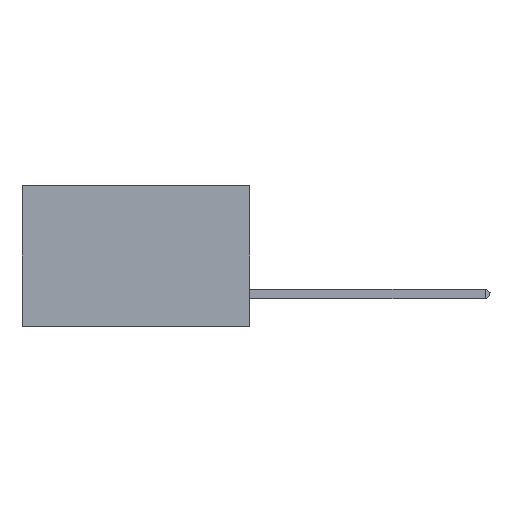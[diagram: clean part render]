
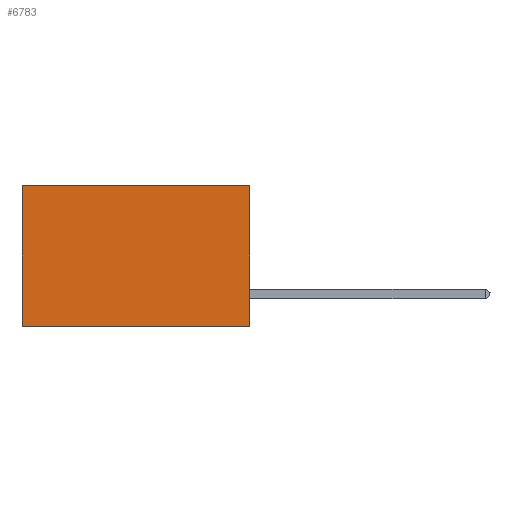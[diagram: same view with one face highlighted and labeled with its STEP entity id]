
A CAD part, left-side view. The second image highlights one B-rep face of the part: STEP entity #6783.
In plain terms, the highlighted planar face has unit normal (-1, 0, 0).
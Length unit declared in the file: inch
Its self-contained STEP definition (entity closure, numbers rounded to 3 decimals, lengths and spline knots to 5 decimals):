
#510 = DIRECTION ( 'NONE',  ( 0., 0., -1. ) ) ;
#1075 = CARTESIAN_POINT ( 'NONE',  ( 0.2875, 0., 0. ) ) ;
#1199 = CARTESIAN_POINT ( 'NONE',  ( 0.2875, 0.6, 0. ) ) ;
#1660 = ORIENTED_EDGE ( 'NONE', *, *, #26763, .F. ) ;
#5281 = EDGE_CURVE ( 'NONE', #9471, #8516, #5531, .T. ) ;
#5531 = LINE ( 'NONE', #36556, #35473 ) ;
#6305 = DIRECTION ( 'NONE',  ( 0., 0., -1. ) ) ;
#6783 = ADVANCED_FACE ( 'NONE', ( #18813 ), #39182, .F. ) ;
#7334 = CARTESIAN_POINT ( 'NONE',  ( 0.2875, 0., 0. ) ) ;
#8516 = VERTEX_POINT ( 'NONE', #14144 ) ;
#9471 = VERTEX_POINT ( 'NONE', #1199 ) ;
#11089 = EDGE_CURVE ( 'NONE', #19113, #20166, #13632, .T. ) ;
#12460 = DIRECTION ( 'NONE',  ( 0., 1., 0. ) ) ;
#13632 = LINE ( 'NONE', #1075, #33101 ) ;
#14144 = CARTESIAN_POINT ( 'NONE',  ( 0.2875, 0.6, -0.37 ) ) ;
#14193 = DIRECTION ( 'NONE',  ( 0., 1., 0. ) ) ;
#15118 = EDGE_CURVE ( 'NONE', #19113, #9471, #30114, .T. ) ;
#15515 = ORIENTED_EDGE ( 'NONE', *, *, #5281, .T. ) ;
#16646 = LINE ( 'NONE', #30642, #18129 ) ;
#16916 = ORIENTED_EDGE ( 'NONE', *, *, #11089, .F. ) ;
#18129 = VECTOR ( 'NONE', #12460, 39.37008 ) ;
#18813 = FACE_OUTER_BOUND ( 'NONE', #38326, .T. ) ;
#19113 = VERTEX_POINT ( 'NONE', #7334 ) ;
#19553 = CARTESIAN_POINT ( 'NONE',  ( 0.2875, 0., -0.37 ) ) ;
#20135 = ORIENTED_EDGE ( 'NONE', *, *, #15118, .T. ) ;
#20166 = VERTEX_POINT ( 'NONE', #19553 ) ;
#22061 = VECTOR ( 'NONE', #14193, 39.37008 ) ;
#24495 = DIRECTION ( 'NONE',  ( 1., 0., 0. ) ) ;
#26763 = EDGE_CURVE ( 'NONE', #20166, #8516, #16646, .T. ) ;
#29015 = AXIS2_PLACEMENT_3D ( 'NONE', #35988, #24495, #510 ) ;
#29157 = DIRECTION ( 'NONE',  ( 0., 0., -1. ) ) ;
#30114 = LINE ( 'NONE', #38989, #22061 ) ;
#30642 = CARTESIAN_POINT ( 'NONE',  ( 0.2875, 0., -0.37 ) ) ;
#33101 = VECTOR ( 'NONE', #29157, 39.37008 ) ;
#35473 = VECTOR ( 'NONE', #6305, 39.37008 ) ;
#35988 = CARTESIAN_POINT ( 'NONE',  ( 0.2875, 0., 0. ) ) ;
#36556 = CARTESIAN_POINT ( 'NONE',  ( 0.2875, 0.6, 0. ) ) ;
#38326 = EDGE_LOOP ( 'NONE', ( #15515, #1660, #16916, #20135 ) ) ;
#38989 = CARTESIAN_POINT ( 'NONE',  ( 0.2875, 0., 0. ) ) ;
#39182 = PLANE ( 'NONE',  #29015 ) ;
